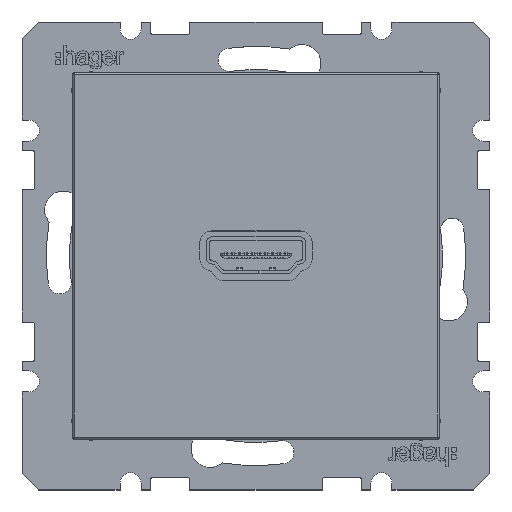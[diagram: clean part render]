
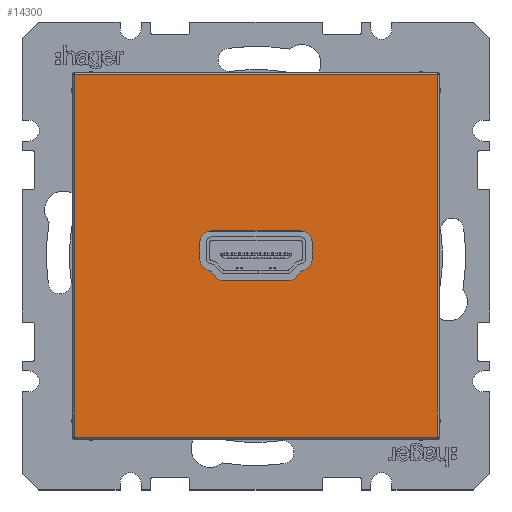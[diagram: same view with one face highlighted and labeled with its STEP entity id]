
A CAD part, top view. The second image highlights one B-rep face of the part: STEP entity #14300.
In plain terms, the highlighted face is planar.
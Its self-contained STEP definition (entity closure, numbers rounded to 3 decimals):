
#249=DIRECTION('',(1.,0.,0.));
#250=VECTOR('',#249,54.881);
#251=CARTESIAN_POINT('',(-27.44,6.2,27.44));
#252=LINE('4957',#251,#250);
#257=DIRECTION('',(0.,0.,1.));
#258=VECTOR('',#257,54.881);
#259=CARTESIAN_POINT('',(-27.44,6.2,-27.44));
#260=LINE('4961',#259,#258);
#264=DIRECTION('',(-1.,0.,0.));
#265=VECTOR('',#264,54.881);
#266=CARTESIAN_POINT('',(27.44,6.2,-27.44));
#267=LINE('4967',#266,#265);
#271=DIRECTION('',(0.,0.,-1.));
#272=VECTOR('',#271,54.881);
#273=CARTESIAN_POINT('',(27.44,6.2,27.44));
#274=LINE('4972',#273,#272);
#278=CARTESIAN_POINT('',(-6.7,6.2,-1.975));
#279=DIRECTION('',(0.,1.,0.));
#280=DIRECTION('',(0.,0.,-1.));
#281=AXIS2_PLACEMENT_3D('',#278,#279,#280);
#286=DIRECTION('',(0.,0.,1.));
#287=VECTOR('',#286,2.474);
#288=CARTESIAN_POINT('',(-8.5,6.2,-1.975));
#289=LINE('23570',#288,#287);
#293=CARTESIAN_POINT('',(-6.7,6.2,0.499));
#294=DIRECTION('',(0.,1.,0.));
#295=DIRECTION('',(-1.,0.,0.));
#296=AXIS2_PLACEMENT_3D('',#293,#294,#295);
#301=DIRECTION('',(0.956,0.,0.294));
#302=VECTOR('',#301,0.23);
#303=CARTESIAN_POINT('',(-7.23,6.2,2.219));
#304=LINE('23572',#303,#302);
#308=CARTESIAN_POINT('',(-7.157,6.2,2.765));
#309=DIRECTION('',(0.,1.,0.));
#310=DIRECTION('',(0.752,0.,-0.659));
#311=AXIS2_PLACEMENT_3D('',#308,#309,#310);
#316=DIRECTION('',(0.659,0.,0.752));
#317=VECTOR('',#316,0.964);
#318=CARTESIAN_POINT('',(-6.781,6.2,2.436));
#319=LINE('23574',#318,#317);
#323=CARTESIAN_POINT('',(-4.792,6.2,1.975));
#324=DIRECTION('',(0.,1.,0.));
#325=DIRECTION('',(-0.752,0.,0.659));
#326=AXIS2_PLACEMENT_3D('',#323,#324,#325);
#331=DIRECTION('',(1.,0.,0.));
#332=VECTOR('',#331,9.583);
#333=CARTESIAN_POINT('',(-4.792,6.2,3.775));
#334=LINE('23576',#333,#332);
#338=CARTESIAN_POINT('',(4.791,6.2,1.975));
#339=DIRECTION('',(0.,1.,0.));
#340=DIRECTION('',(0.,0.,1.));
#341=AXIS2_PLACEMENT_3D('',#338,#339,#340);
#346=DIRECTION('',(0.659,0.,-0.752));
#347=VECTOR('',#346,0.964);
#348=CARTESIAN_POINT('',(6.146,6.2,3.161));
#349=LINE('23578',#348,#347);
#353=CARTESIAN_POINT('',(7.157,6.2,2.765));
#354=DIRECTION('',(0.,1.,0.));
#355=DIRECTION('',(-0.294,0.,-0.956));
#356=AXIS2_PLACEMENT_3D('',#353,#354,#355);
#361=DIRECTION('',(0.956,0.,-0.294));
#362=VECTOR('',#361,0.23);
#363=CARTESIAN_POINT('',(7.01,6.2,2.287));
#364=LINE('23580',#363,#362);
#368=CARTESIAN_POINT('',(6.7,6.2,0.499));
#369=DIRECTION('',(0.,1.,0.));
#370=DIRECTION('',(0.294,0.,0.956));
#371=AXIS2_PLACEMENT_3D('',#368,#369,#370);
#376=DIRECTION('',(0.,0.,-1.));
#377=VECTOR('',#376,2.474);
#378=CARTESIAN_POINT('',(8.5,6.2,0.499));
#379=LINE('23582',#378,#377);
#383=CARTESIAN_POINT('',(6.7,6.2,-1.975));
#384=DIRECTION('',(0.,1.,0.));
#385=DIRECTION('',(1.,0.,0.));
#386=AXIS2_PLACEMENT_3D('',#383,#384,#385);
#391=DIRECTION('',(-1.,0.,0.));
#392=VECTOR('',#391,13.4);
#393=CARTESIAN_POINT('',(6.7,6.2,-3.775));
#394=LINE('23584',#393,#392);
#12758=CARTESIAN_POINT('',(-27.44,6.2,27.44));
#12759=CARTESIAN_POINT('',(27.44,6.2,27.44));
#12760=VERTEX_POINT('',#12758);
#12761=VERTEX_POINT('',#12759);
#12768=CARTESIAN_POINT('',(-27.44,6.2,-27.44));
#12769=VERTEX_POINT('',#12768);
#12780=CARTESIAN_POINT('',(27.44,6.2,-27.44));
#12781=VERTEX_POINT('',#12780);
#14155=CARTESIAN_POINT('',(-6.7,6.2,-3.775));
#14156=CARTESIAN_POINT('',(-8.5,6.2,-1.975));
#14157=VERTEX_POINT('',#14155);
#14158=VERTEX_POINT('',#14156);
#14159=CARTESIAN_POINT('',(-8.5,6.2,0.499));
#14160=VERTEX_POINT('',#14159);
#14161=CARTESIAN_POINT('',(-7.23,6.2,2.219));
#14162=VERTEX_POINT('',#14161);
#14163=CARTESIAN_POINT('',(-7.01,6.2,2.287));
#14164=VERTEX_POINT('',#14163);
#14165=CARTESIAN_POINT('',(-6.781,6.2,2.436));
#14166=VERTEX_POINT('',#14165);
#14167=CARTESIAN_POINT('',(-6.146,6.2,3.161));
#14168=VERTEX_POINT('',#14167);
#14169=CARTESIAN_POINT('',(-4.792,6.2,3.775));
#14170=VERTEX_POINT('',#14169);
#14171=CARTESIAN_POINT('',(4.791,6.2,3.775));
#14172=VERTEX_POINT('',#14171);
#14173=CARTESIAN_POINT('',(6.146,6.2,3.161));
#14174=VERTEX_POINT('',#14173);
#14175=CARTESIAN_POINT('',(6.781,6.2,2.436));
#14176=VERTEX_POINT('',#14175);
#14177=CARTESIAN_POINT('',(7.01,6.2,2.287));
#14178=VERTEX_POINT('',#14177);
#14179=CARTESIAN_POINT('',(7.229,6.2,2.22));
#14180=VERTEX_POINT('',#14179);
#14181=CARTESIAN_POINT('',(8.5,6.2,0.499));
#14182=VERTEX_POINT('',#14181);
#14183=CARTESIAN_POINT('',(8.5,6.2,-1.975));
#14184=VERTEX_POINT('',#14183);
#14185=CARTESIAN_POINT('',(6.7,6.2,-3.775));
#14186=VERTEX_POINT('',#14185);
#14251=CARTESIAN_POINT('',(0.,6.2,0.));
#14252=DIRECTION('',(0.,1.,0.));
#14253=DIRECTION('',(0.,0.,-1.));
#14254=AXIS2_PLACEMENT_3D('',#14251,#14252,#14253);
#14255=PLANE('1910',#14254);
#14257=ORIENTED_EDGE('4957',*,*,#14256,.F.);
#14259=ORIENTED_EDGE('4961',*,*,#14258,.F.);
#14261=ORIENTED_EDGE('4967',*,*,#14260,.F.);
#14263=ORIENTED_EDGE('4972',*,*,#14262,.F.);
#14264=EDGE_LOOP('1910',(#14257,#14259,#14261,#14263));
#14265=FACE_OUTER_BOUND('1910',#14264,.F.);
#14267=ORIENTED_EDGE('23569',*,*,#14266,.T.);
#14269=ORIENTED_EDGE('23570',*,*,#14268,.T.);
#14271=ORIENTED_EDGE('23571',*,*,#14270,.T.);
#14273=ORIENTED_EDGE('23572',*,*,#14272,.T.);
#14275=ORIENTED_EDGE('23573',*,*,#14274,.F.);
#14277=ORIENTED_EDGE('23574',*,*,#14276,.T.);
#14279=ORIENTED_EDGE('23575',*,*,#14278,.T.);
#14281=ORIENTED_EDGE('23576',*,*,#14280,.T.);
#14283=ORIENTED_EDGE('23577',*,*,#14282,.T.);
#14285=ORIENTED_EDGE('23578',*,*,#14284,.T.);
#14287=ORIENTED_EDGE('23579',*,*,#14286,.F.);
#14289=ORIENTED_EDGE('23580',*,*,#14288,.T.);
#14291=ORIENTED_EDGE('23581',*,*,#14290,.T.);
#14293=ORIENTED_EDGE('23582',*,*,#14292,.T.);
#14295=ORIENTED_EDGE('23583',*,*,#14294,.T.);
#14297=ORIENTED_EDGE('23584',*,*,#14296,.T.);
#14298=EDGE_LOOP('1910',(#14267,#14269,#14271,#14273,#14275,#14277,#14279,
#14281,#14283,#14285,#14287,#14289,#14291,#14293,#14295,#14297));
#14299=FACE_BOUND('1910',#14298,.F.);
#14300=ADVANCED_FACE('1910',(#14265,#14299),#14255,.T.);
#282=CIRCLE('23569',#281,1.8);
#297=CIRCLE('23571',#296,1.8);
#312=CIRCLE('23573',#311,0.5);
#327=CIRCLE('23575',#326,1.8);
#342=CIRCLE('23577',#341,1.8);
#357=CIRCLE('23579',#356,0.5);
#372=CIRCLE('23581',#371,1.8);
#387=CIRCLE('23583',#386,1.8);
#14256=EDGE_CURVE('4957',#12760,#12761,#252,.T.);
#14258=EDGE_CURVE('4961',#12769,#12760,#260,.T.);
#14260=EDGE_CURVE('4967',#12781,#12769,#267,.T.);
#14262=EDGE_CURVE('4972',#12761,#12781,#274,.T.);
#14266=EDGE_CURVE('23569',#14157,#14158,#282,.T.);
#14268=EDGE_CURVE('23570',#14158,#14160,#289,.T.);
#14270=EDGE_CURVE('23571',#14160,#14162,#297,.T.);
#14272=EDGE_CURVE('23572',#14162,#14164,#304,.T.);
#14274=EDGE_CURVE('23573',#14166,#14164,#312,.T.);
#14276=EDGE_CURVE('23574',#14166,#14168,#319,.T.);
#14278=EDGE_CURVE('23575',#14168,#14170,#327,.T.);
#14280=EDGE_CURVE('23576',#14170,#14172,#334,.T.);
#14282=EDGE_CURVE('23577',#14172,#14174,#342,.T.);
#14284=EDGE_CURVE('23578',#14174,#14176,#349,.T.);
#14286=EDGE_CURVE('23579',#14178,#14176,#357,.T.);
#14288=EDGE_CURVE('23580',#14178,#14180,#364,.T.);
#14290=EDGE_CURVE('23581',#14180,#14182,#372,.T.);
#14292=EDGE_CURVE('23582',#14182,#14184,#379,.T.);
#14294=EDGE_CURVE('23583',#14184,#14186,#387,.T.);
#14296=EDGE_CURVE('23584',#14186,#14157,#394,.T.);
